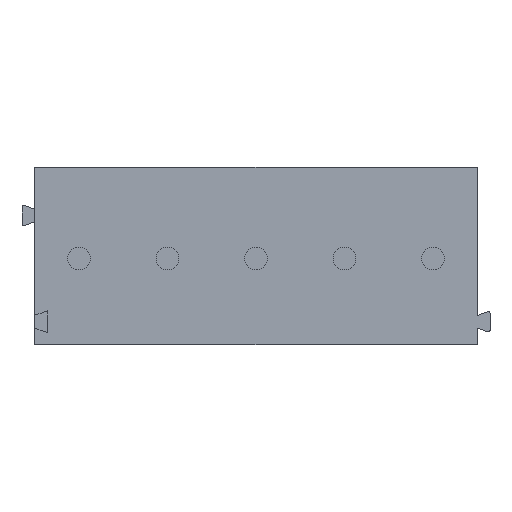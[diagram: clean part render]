
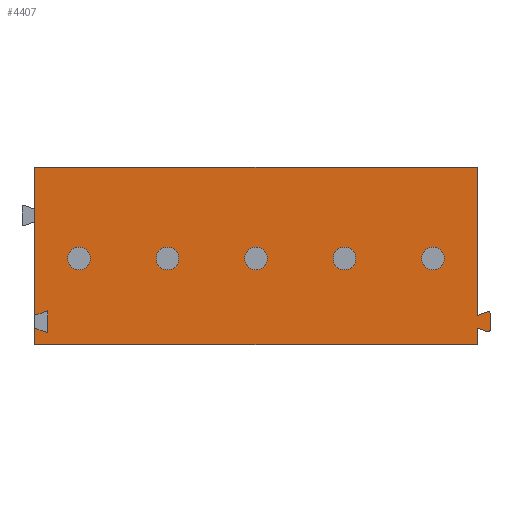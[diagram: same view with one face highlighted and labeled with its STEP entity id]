
A CAD part, front view. The second image highlights one B-rep face of the part: STEP entity #4407.
In plain terms, the highlighted planar face has unit normal (0, -1, 0).
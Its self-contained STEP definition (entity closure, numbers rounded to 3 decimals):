
#142=DIRECTION('',(0.,0.,-1.));
#143=VECTOR('',#142,0.646);
#144=CARTESIAN_POINT('',(-8.75,-2.,-6.354));
#145=LINE('',#144,#143);
#178=DIRECTION('',(0.,0.,-1.));
#179=VECTOR('',#178,5.844);
#180=CARTESIAN_POINT('',(-8.75,-2.,0.));
#181=LINE('',#180,#179);
#198=DIRECTION('',(0.946,0.,0.325));
#199=VECTOR('',#198,0.539);
#200=CARTESIAN_POINT('',(-8.75,-2.,-5.844));
#201=LINE('',#200,#199);
#202=DIRECTION('',(1.,0.,0.));
#203=VECTOR('',#202,17.5);
#204=CARTESIAN_POINT('',(-8.75,-2.,0.));
#205=LINE('',#204,#203);
#206=DIRECTION('',(0.944,0.,0.33));
#207=VECTOR('',#206,0.442);
#208=CARTESIAN_POINT('',(8.75,-2.,-5.849));
#209=LINE('',#208,#207);
#210=CARTESIAN_POINT('',(9.188,-2.,-5.763));
#211=DIRECTION('',(0.,1.,0.));
#212=DIRECTION('',(-0.33,0.,0.944));
#213=AXIS2_PLACEMENT_3D('',#210,#211,#212);
#215=DIRECTION('',(0.,0.,-1.));
#216=VECTOR('',#215,0.674);
#217=CARTESIAN_POINT('',(9.25,-2.,-5.763));
#218=LINE('',#217,#216);
#219=CARTESIAN_POINT('',(9.188,-2.,-6.436));
#220=DIRECTION('',(0.,1.,0.));
#221=DIRECTION('',(1.,0.,0.));
#222=AXIS2_PLACEMENT_3D('',#219,#220,#221);
#224=DIRECTION('',(-0.944,0.,0.33));
#225=VECTOR('',#224,0.442);
#226=CARTESIAN_POINT('',(9.167,-2.,-6.495));
#227=LINE('',#226,#225);
#228=DIRECTION('',(-0.946,0.,0.325));
#229=VECTOR('',#228,0.539);
#230=CARTESIAN_POINT('',(-8.24,-2.,-6.529));
#231=LINE('',#230,#229);
#232=DIRECTION('',(0.,0.,-1.));
#233=VECTOR('',#232,0.86);
#234=CARTESIAN_POINT('',(-8.24,-2.,-5.669));
#235=LINE('',#234,#233);
#236=CARTESIAN_POINT('',(-7.,-2.,-3.6));
#237=DIRECTION('',(0.,-1.,0.));
#238=DIRECTION('',(1.,0.,0.));
#239=AXIS2_PLACEMENT_3D('',#236,#237,#238);
#241=CARTESIAN_POINT('',(-7.,-2.,-3.6));
#242=DIRECTION('',(0.,-1.,0.));
#243=DIRECTION('',(-1.,0.,0.));
#244=AXIS2_PLACEMENT_3D('',#241,#242,#243);
#246=CARTESIAN_POINT('',(-3.5,-2.,-3.6));
#247=DIRECTION('',(0.,-1.,0.));
#248=DIRECTION('',(1.,0.,0.));
#249=AXIS2_PLACEMENT_3D('',#246,#247,#248);
#251=CARTESIAN_POINT('',(-3.5,-2.,-3.6));
#252=DIRECTION('',(0.,-1.,0.));
#253=DIRECTION('',(-1.,0.,0.));
#254=AXIS2_PLACEMENT_3D('',#251,#252,#253);
#256=CARTESIAN_POINT('',(0.,-2.,-3.6));
#257=DIRECTION('',(0.,-1.,0.));
#258=DIRECTION('',(1.,0.,0.));
#259=AXIS2_PLACEMENT_3D('',#256,#257,#258);
#261=CARTESIAN_POINT('',(0.,-2.,-3.6));
#262=DIRECTION('',(0.,-1.,0.));
#263=DIRECTION('',(-1.,0.,0.));
#264=AXIS2_PLACEMENT_3D('',#261,#262,#263);
#266=CARTESIAN_POINT('',(3.5,-2.,-3.6));
#267=DIRECTION('',(0.,-1.,0.));
#268=DIRECTION('',(1.,0.,0.));
#269=AXIS2_PLACEMENT_3D('',#266,#267,#268);
#271=CARTESIAN_POINT('',(3.5,-2.,-3.6));
#272=DIRECTION('',(0.,-1.,0.));
#273=DIRECTION('',(-1.,0.,0.));
#274=AXIS2_PLACEMENT_3D('',#271,#272,#273);
#276=CARTESIAN_POINT('',(7.,-2.,-3.6));
#277=DIRECTION('',(0.,-1.,0.));
#278=DIRECTION('',(1.,0.,0.));
#279=AXIS2_PLACEMENT_3D('',#276,#277,#278);
#281=CARTESIAN_POINT('',(7.,-2.,-3.6));
#282=DIRECTION('',(0.,-1.,0.));
#283=DIRECTION('',(-1.,0.,0.));
#284=AXIS2_PLACEMENT_3D('',#281,#282,#283);
#478=DIRECTION('',(0.,0.,-1.));
#479=VECTOR('',#478,0.651);
#480=CARTESIAN_POINT('',(8.75,-2.,-6.349));
#481=LINE('',#480,#479);
#494=DIRECTION('',(0.,0.,-1.));
#495=VECTOR('',#494,5.849);
#496=CARTESIAN_POINT('',(8.75,-2.,0.));
#497=LINE('',#496,#495);
#534=DIRECTION('',(1.,0.,0.));
#535=VECTOR('',#534,17.5);
#536=CARTESIAN_POINT('',(-8.75,-2.,-7.));
#537=LINE('',#536,#535);
#3302=CARTESIAN_POINT('',(-8.75,-2.,-7.));
#3304=VERTEX_POINT('',#3302);
#3310=CARTESIAN_POINT('',(-8.75,-2.,0.));
#3311=VERTEX_POINT('',#3310);
#3312=CARTESIAN_POINT('',(8.75,-2.,-7.));
#3314=VERTEX_POINT('',#3312);
#3320=CARTESIAN_POINT('',(8.75,-2.,0.));
#3321=VERTEX_POINT('',#3320);
#3354=CARTESIAN_POINT('',(9.167,-2.,-5.704));
#3355=CARTESIAN_POINT('',(9.25,-2.,-5.763));
#3356=VERTEX_POINT('',#3354);
#3357=VERTEX_POINT('',#3355);
#3358=CARTESIAN_POINT('',(9.25,-2.,-6.436));
#3359=CARTESIAN_POINT('',(9.167,-2.,-6.495));
#3360=VERTEX_POINT('',#3358);
#3361=VERTEX_POINT('',#3359);
#3366=CARTESIAN_POINT('',(8.75,-2.,-6.349));
#3367=VERTEX_POINT('',#3366);
#3368=CARTESIAN_POINT('',(8.75,-2.,-5.849));
#3369=VERTEX_POINT('',#3368);
#3394=CARTESIAN_POINT('',(-8.75,-2.,-5.844));
#3395=VERTEX_POINT('',#3394);
#3396=CARTESIAN_POINT('',(-8.75,-2.,-6.354));
#3397=VERTEX_POINT('',#3396);
#3398=CARTESIAN_POINT('',(-8.24,-2.,-5.669));
#3399=VERTEX_POINT('',#3398);
#3400=CARTESIAN_POINT('',(-8.24,-2.,-6.529));
#3401=VERTEX_POINT('',#3400);
#3518=CARTESIAN_POINT('',(-6.55,-2.,-3.6));
#3519=CARTESIAN_POINT('',(-7.45,-2.,-3.6));
#3520=VERTEX_POINT('',#3518);
#3521=VERTEX_POINT('',#3519);
#3678=CARTESIAN_POINT('',(-3.05,-2.,-3.6));
#3679=VERTEX_POINT('',#3678);
#3680=CARTESIAN_POINT('',(-3.95,-2.,-3.6));
#3681=VERTEX_POINT('',#3680);
#3854=CARTESIAN_POINT('',(0.45,-2.,-3.6));
#3855=VERTEX_POINT('',#3854);
#3856=CARTESIAN_POINT('',(-0.45,-2.,-3.6));
#3857=VERTEX_POINT('',#3856);
#4030=CARTESIAN_POINT('',(3.95,-2.,-3.6));
#4031=VERTEX_POINT('',#4030);
#4032=CARTESIAN_POINT('',(3.05,-2.,-3.6));
#4033=VERTEX_POINT('',#4032);
#4206=CARTESIAN_POINT('',(7.45,-2.,-3.6));
#4207=VERTEX_POINT('',#4206);
#4208=CARTESIAN_POINT('',(6.55,-2.,-3.6));
#4209=VERTEX_POINT('',#4208);
#4345=CARTESIAN_POINT('',(-8.75,-2.,0.));
#4346=DIRECTION('',(0.,-1.,0.));
#4347=DIRECTION('',(0.,0.,-1.));
#4348=AXIS2_PLACEMENT_3D('',#4345,#4346,#4347);
#4349=PLANE('',#4348);
#4350=ORIENTED_EDGE('',*,*,#4337,.F.);
#4351=ORIENTED_EDGE('',*,*,#4309,.F.);
#4353=ORIENTED_EDGE('',*,*,#4352,.T.);
#4355=ORIENTED_EDGE('',*,*,#4354,.T.);
#4357=ORIENTED_EDGE('',*,*,#4356,.T.);
#4359=ORIENTED_EDGE('',*,*,#4358,.T.);
#4361=ORIENTED_EDGE('',*,*,#4360,.T.);
#4363=ORIENTED_EDGE('',*,*,#4362,.T.);
#4365=ORIENTED_EDGE('',*,*,#4364,.T.);
#4367=ORIENTED_EDGE('',*,*,#4366,.T.);
#4369=ORIENTED_EDGE('',*,*,#4368,.F.);
#4370=ORIENTED_EDGE('',*,*,#4291,.F.);
#4372=ORIENTED_EDGE('',*,*,#4371,.F.);
#4374=ORIENTED_EDGE('',*,*,#4373,.F.);
#4375=EDGE_LOOP('',(#4350,#4351,#4353,#4355,#4357,#4359,#4361,#4363,#4365,#4367,
#4369,#4370,#4372,#4374));
#4376=FACE_OUTER_BOUND('',#4375,.F.);
#4378=ORIENTED_EDGE('',*,*,#4377,.T.);
#4380=ORIENTED_EDGE('',*,*,#4379,.T.);
#4381=EDGE_LOOP('',(#4378,#4380));
#4382=FACE_BOUND('',#4381,.F.);
#4384=ORIENTED_EDGE('',*,*,#4383,.T.);
#4386=ORIENTED_EDGE('',*,*,#4385,.T.);
#4387=EDGE_LOOP('',(#4384,#4386));
#4388=FACE_BOUND('',#4387,.F.);
#4390=ORIENTED_EDGE('',*,*,#4389,.T.);
#4392=ORIENTED_EDGE('',*,*,#4391,.T.);
#4393=EDGE_LOOP('',(#4390,#4392));
#4394=FACE_BOUND('',#4393,.F.);
#4396=ORIENTED_EDGE('',*,*,#4395,.T.);
#4398=ORIENTED_EDGE('',*,*,#4397,.T.);
#4399=EDGE_LOOP('',(#4396,#4398));
#4400=FACE_BOUND('',#4399,.F.);
#4402=ORIENTED_EDGE('',*,*,#4401,.T.);
#4404=ORIENTED_EDGE('',*,*,#4403,.T.);
#4405=EDGE_LOOP('',(#4402,#4404));
#4406=FACE_BOUND('',#4405,.F.);
#214=CIRCLE('',#213,0.063);
#223=CIRCLE('',#222,0.063);
#240=CIRCLE('',#239,0.45);
#245=CIRCLE('',#244,0.45);
#250=CIRCLE('',#249,0.45);
#255=CIRCLE('',#254,0.45);
#260=CIRCLE('',#259,0.45);
#265=CIRCLE('',#264,0.45);
#270=CIRCLE('',#269,0.45);
#275=CIRCLE('',#274,0.45);
#280=CIRCLE('',#279,0.45);
#285=CIRCLE('',#284,0.45);
#4291=EDGE_CURVE('',#3397,#3304,#145,.T.);
#4309=EDGE_CURVE('',#3311,#3395,#181,.T.);
#4337=EDGE_CURVE('',#3395,#3399,#201,.T.);
#4352=EDGE_CURVE('',#3311,#3321,#205,.T.);
#4354=EDGE_CURVE('',#3321,#3369,#497,.T.);
#4356=EDGE_CURVE('',#3369,#3356,#209,.T.);
#4358=EDGE_CURVE('',#3356,#3357,#214,.T.);
#4360=EDGE_CURVE('',#3357,#3360,#218,.T.);
#4362=EDGE_CURVE('',#3360,#3361,#223,.T.);
#4364=EDGE_CURVE('',#3361,#3367,#227,.T.);
#4366=EDGE_CURVE('',#3367,#3314,#481,.T.);
#4368=EDGE_CURVE('',#3304,#3314,#537,.T.);
#4371=EDGE_CURVE('',#3401,#3397,#231,.T.);
#4373=EDGE_CURVE('',#3399,#3401,#235,.T.);
#4377=EDGE_CURVE('',#3520,#3521,#240,.T.);
#4379=EDGE_CURVE('',#3521,#3520,#245,.T.);
#4383=EDGE_CURVE('',#3679,#3681,#250,.T.);
#4385=EDGE_CURVE('',#3681,#3679,#255,.T.);
#4389=EDGE_CURVE('',#3855,#3857,#260,.T.);
#4391=EDGE_CURVE('',#3857,#3855,#265,.T.);
#4395=EDGE_CURVE('',#4031,#4033,#270,.T.);
#4397=EDGE_CURVE('',#4033,#4031,#275,.T.);
#4401=EDGE_CURVE('',#4207,#4209,#280,.T.);
#4403=EDGE_CURVE('',#4209,#4207,#285,.T.);
#4407=ADVANCED_FACE('',(#4376,#4382,#4388,#4394,#4400,#4406),#4349,.T.);
